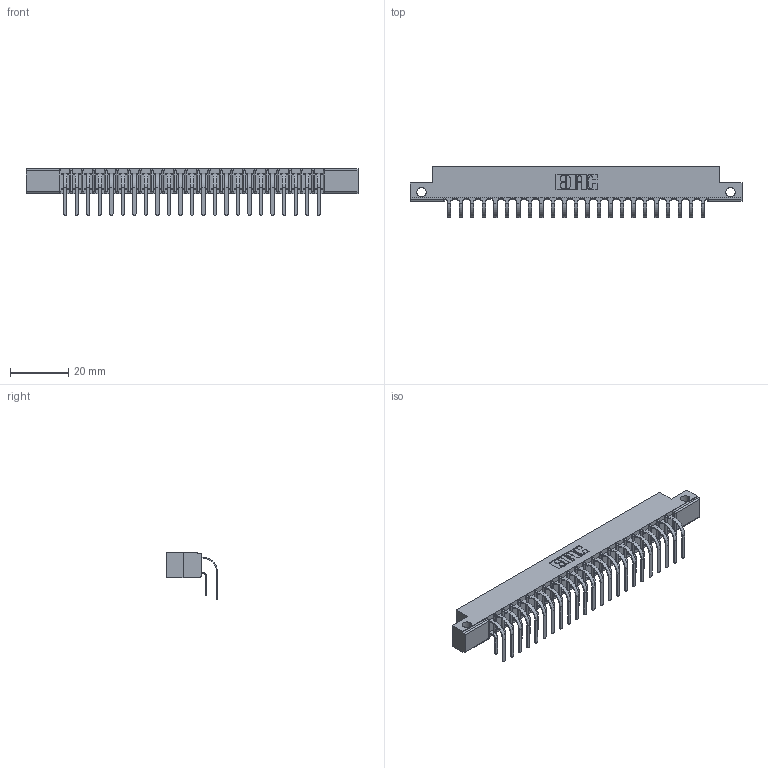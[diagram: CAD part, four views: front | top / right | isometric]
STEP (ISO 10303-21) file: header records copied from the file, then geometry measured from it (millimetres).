
FILE_DESCRIPTION (( 'STEP AP203' ), '1' );
FILE_NAME ('307-046-459-212.STEP', '2022-07-07T17:09:57', ( '' ), ( '' ), 'SwSTEP 2.0', 'SolidWorks 2020', '' );
FILE_SCHEMA (( 'CONFIG_CONTROL_DESIGN' ));
Length unit declared in the file: inch
Products named in the file (4): 307-046-459-212; 307-290-001_559 - 2 (Single); 307 Part_.128 Dia Side Mounting Holes; 307-290-001_558 559 - 1 (Single)
Assembly tree (47 placements, depth 2):
  307-046-459-212
    307 Part_.128 Dia Side Mounting Holes
    307-290-001_558 559 - 1 (Single)  x23
    307-290-001_559 - 2 (Single)  x23
Bounding box: 114.15 x 17.51 x 16.08 mm (x, y, z)
Volume: 7563.5 mm3; surface area: 14235.2 mm2
Topology: 47 solids, 47 shells, 2442 faces, 6855 edges, 4442 vertices
Faces by surface type: plane 1588, cylinder 806, sphere 48
Entity records: 24245 total; most frequent: CARTESIAN_POINT 3973, ORIENTED_EDGE 3934, DIRECTION 3899, EDGE_CURVE 1967, VECTOR 1499, LINE 1499, VERTEX_POINT 1274, AXIS2_PLACEMENT_3D 1200
